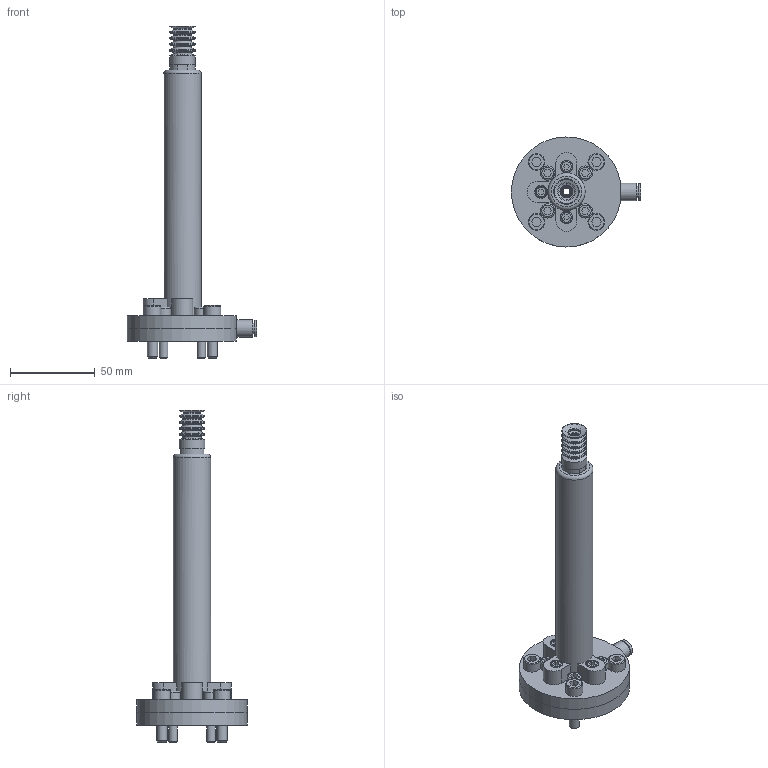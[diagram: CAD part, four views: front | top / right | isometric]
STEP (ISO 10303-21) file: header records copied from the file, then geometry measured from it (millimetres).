
FILE_DESCRIPTION(/* description */ (''),/* implementation_level */ '2;1');
FILE_NAME(/* name */ 'Assembly_SMC_EE.stp',/* time_stamp */ '2022-09-28T07:20:01+01:00',/* author */ ('romanp'),/* organization */ (''),/* preprocessor_version */ 'ST-DEVELOPER v19',/* originating_system */ 'Autodesk Inventor 2023',/* authorisation */ '');
FILE_SCHEMA (('AUTOMOTIVE_DESIGN { 1 0 10303 214 3 1 1 }'));
Length unit declared in the file: millimetre
Products named in the file (10): Assembly4; ZP2-TB15ZJS6-AL12-06; hex_socket_cylindrical_head_M4x20; m4 lock nut; KQ2H06-00A; Part_1_a; Part_1_b; hex_socket_cylindrical_head_M6x25; hex_socket_cylindrical_head_M5x25; Hex Nut
Assembly tree (19 placements, depth 2):
  Assembly4
    hex_socket_cylindrical_head_M4x20  x3
    ZP2-TB15ZJS6-AL12-06
    m4 lock nut  x3
    KQ2H06-00A
    hex_socket_cylindrical_head_M6x25  x4
    hex_socket_cylindrical_head_M5x25  x4
    Part_1_a
    Part_1_b
    Hex Nut
Bounding box: 76.26 x 65 x 196 mm (x, y, z)
Volume: 92974.8 mm3; surface area: 51489.4 mm2
Topology: 20 solids, 20 shells, 506 faces, 1153 edges, 747 vertices
Faces by surface type: plane 224, cylinder 138, torus 96, cone 40, bspline 8
Full cylindrical faces by diameter (mm): 3.3 x6, 4 x10, 4.1 x9, 5 x5, 5.1 x8, 5.5 x1, 6 x7, 6.1 x8, 6.28 x1, 6.7 x3, 6.8 x2, 7 x3, 7.5 x3, 7.7 x1, 8.5 x4, 8.6 x2, 9.1 x1, 9.7 x2, 9.9 x2, 10 x4, 10.4 x2, 10.9 x1, 11 x2, 11.035 x7, 12 x1, 12.152 x8, 13 x1, 15 x6, 18 x2, 22 x1
Entity records: 16890 total; most frequent: CARTESIAN_POINT 8550, DIRECTION 1747, ORIENTED_EDGE 1522, EDGE_CURVE 761, AXIS2_PLACEMENT_3D 712, VERTEX_POINT 490, EDGE_LOOP 439, CIRCLE 352
